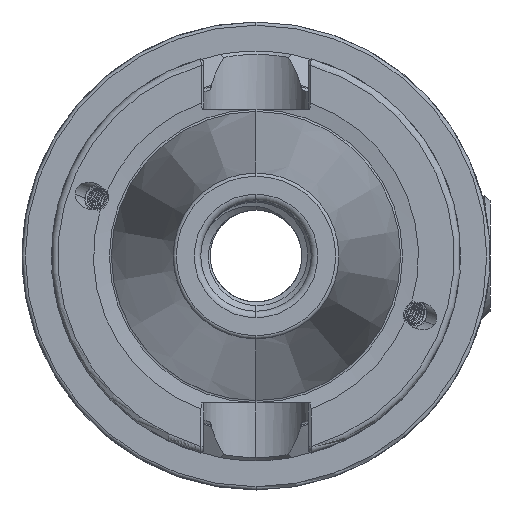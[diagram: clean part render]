
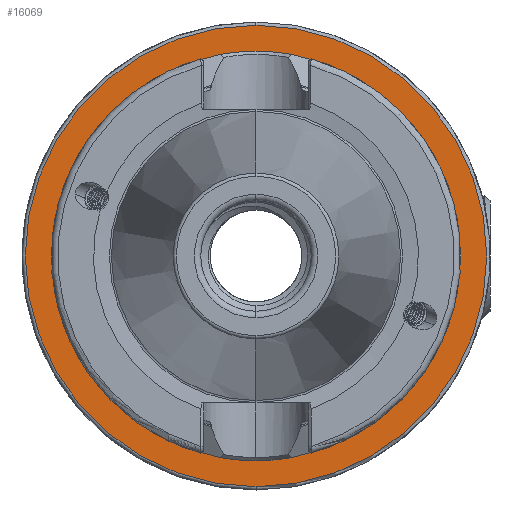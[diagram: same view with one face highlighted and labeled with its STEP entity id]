
A CAD part, left-side view. The second image highlights one B-rep face of the part: STEP entity #16069.
In plain terms, the highlighted planar face has unit normal (-1, 0, 0).
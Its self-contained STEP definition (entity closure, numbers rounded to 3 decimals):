
#600 = DIRECTION ( 'NONE',  ( 1., 0., 0. ) ) ;
#628 = CARTESIAN_POINT ( 'NONE',  ( 34., 0., 0. ) ) ;
#632 = DIRECTION ( 'NONE',  ( 0., 0., 1. ) ) ;
#1137 = CIRCLE ( 'NONE', #21193, 35.5 ) ;
#1292 = CIRCLE ( 'NONE', #21259, 31.3 ) ;
#1326 = CIRCLE ( 'NONE', #21256, 35.5 ) ;
#1517 = CIRCLE ( 'NONE', #5749, 31.3 ) ;
#2043 = FACE_BOUND ( 'NONE', #17595, .T. ) ;
#2065 = FACE_OUTER_BOUND ( 'NONE', #2985, .T. ) ;
#2985 = EDGE_LOOP ( 'NONE', ( #27767, #27706 ) ) ;
#5420 = EDGE_CURVE ( 'NONE', #18027, #17931, #1137, .T. ) ;
#5615 = EDGE_CURVE ( 'NONE', #17931, #18027, #1326, .T. ) ;
#5658 = EDGE_CURVE ( 'NONE', #17970, #18140, #1292, .T. ) ;
#5749 = AXIS2_PLACEMENT_3D ( 'NONE', #628, #600, #632 ) ;
#6612 = AXIS2_PLACEMENT_3D ( 'NONE', #26957, #26942, #26944 ) ;
#9745 = CARTESIAN_POINT ( 'NONE',  ( 34., 0., 0. ) ) ;
#9793 = DIRECTION ( 'NONE',  ( 1., 0., 0. ) ) ;
#9803 = DIRECTION ( 'NONE',  ( 0., 0., -1. ) ) ;
#13131 = EDGE_CURVE ( 'NONE', #18140, #17970, #1517, .T. ) ;
#13728 = DIRECTION ( 'NONE',  ( 0., 0., 1. ) ) ;
#13765 = CARTESIAN_POINT ( 'NONE',  ( 34., 0., 0. ) ) ;
#13779 = DIRECTION ( 'NONE',  ( 1., 0., 0. ) ) ;
#16069 = ADVANCED_FACE ( 'NONE', ( #2043, #2065 ), #26962, .T. ) ;
#17595 = EDGE_LOOP ( 'NONE', ( #27693, #27758 ) ) ;
#17931 = VERTEX_POINT ( 'NONE', #25193 ) ;
#17970 = VERTEX_POINT ( 'NONE', #25366 ) ;
#18027 = VERTEX_POINT ( 'NONE', #25330 ) ;
#18140 = VERTEX_POINT ( 'NONE', #25496 ) ;
#19839 = CARTESIAN_POINT ( 'NONE',  ( 34., 0., 0. ) ) ;
#19840 = DIRECTION ( 'NONE',  ( 1., 0., 0. ) ) ;
#19842 = DIRECTION ( 'NONE',  ( 0., 0., -1. ) ) ;
#21193 = AXIS2_PLACEMENT_3D ( 'NONE', #9745, #9793, #9803 ) ;
#21256 = AXIS2_PLACEMENT_3D ( 'NONE', #19839, #19840, #19842 ) ;
#21259 = AXIS2_PLACEMENT_3D ( 'NONE', #13765, #13779, #13728 ) ;
#25193 = CARTESIAN_POINT ( 'NONE',  ( 34., 0., 35.5 ) ) ;
#25330 = CARTESIAN_POINT ( 'NONE',  ( 34., 0., -35.5 ) ) ;
#25366 = CARTESIAN_POINT ( 'NONE',  ( 34., 0., -31.3 ) ) ;
#25496 = CARTESIAN_POINT ( 'NONE',  ( 34., 0., 31.3 ) ) ;
#26942 = DIRECTION ( 'NONE',  ( -1., 0., 0. ) ) ;
#26944 = DIRECTION ( 'NONE',  ( 0., 0., 1. ) ) ;
#26957 = CARTESIAN_POINT ( 'NONE',  ( 34., 35.5, 0. ) ) ;
#26962 = PLANE ( 'NONE',  #6612 ) ;
#27693 = ORIENTED_EDGE ( 'NONE', *, *, #13131, .T. ) ;
#27706 = ORIENTED_EDGE ( 'NONE', *, *, #5615, .F. ) ;
#27758 = ORIENTED_EDGE ( 'NONE', *, *, #5658, .T. ) ;
#27767 = ORIENTED_EDGE ( 'NONE', *, *, #5420, .F. ) ;
